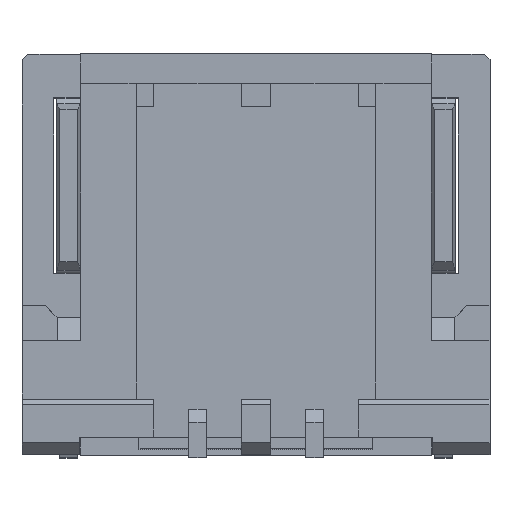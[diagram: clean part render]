
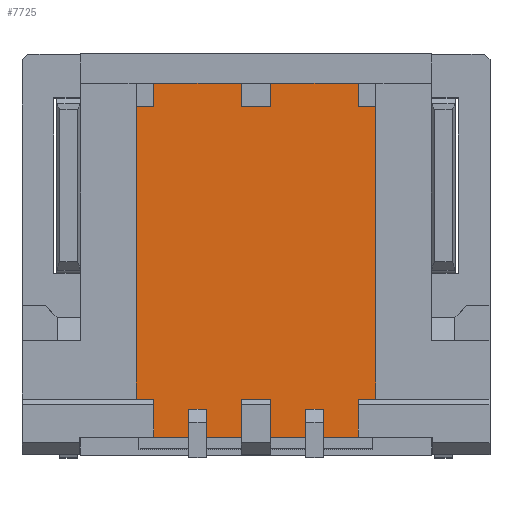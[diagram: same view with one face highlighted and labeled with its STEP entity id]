
A CAD part, top view. The second image highlights one B-rep face of the part: STEP entity #7725.
In plain terms, the highlighted planar face has unit normal (0, 0, 1).
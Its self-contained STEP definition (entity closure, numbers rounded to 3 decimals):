
#1841=DIRECTION('',(0.,-1.,0.));
#1842=VECTOR('',#1841,0.65);
#1843=CARTESIAN_POINT('',(0.25,-2.6,5.875));
#1844=LINE('',#1843,#1842);
#1849=DIRECTION('',(0.,-1.,0.));
#1850=VECTOR('',#1849,0.4);
#1851=CARTESIAN_POINT('',(0.25,2.8,5.875));
#1852=LINE('',#1851,#1850);
#1853=DIRECTION('',(0.,-1.,0.));
#1854=VECTOR('',#1853,0.65);
#1855=CARTESIAN_POINT('',(1.75,-2.6,5.875));
#1856=LINE('',#1855,#1854);
#1857=DIRECTION('',(0.,1.,0.));
#1858=VECTOR('',#1857,0.475);
#1859=CARTESIAN_POINT('',(1.15,-3.25,5.875));
#1860=LINE('',#1859,#1858);
#1861=DIRECTION('',(-1.,0.,0.));
#1862=VECTOR('',#1861,0.3);
#1863=CARTESIAN_POINT('',(1.15,-2.775,5.875));
#1864=LINE('',#1863,#1862);
#1865=DIRECTION('',(0.,1.,0.));
#1866=VECTOR('',#1865,0.475);
#1867=CARTESIAN_POINT('',(0.85,-3.25,5.875));
#1868=LINE('',#1867,#1866);
#1869=DIRECTION('',(-1.,0.,0.));
#1870=VECTOR('',#1869,0.5);
#1871=CARTESIAN_POINT('',(0.25,-2.6,5.875));
#1872=LINE('',#1871,#1870);
#1873=DIRECTION('',(0.,-1.,0.));
#1874=VECTOR('',#1873,0.65);
#1875=CARTESIAN_POINT('',(-0.25,-2.6,5.875));
#1876=LINE('',#1875,#1874);
#1877=DIRECTION('',(0.,1.,0.));
#1878=VECTOR('',#1877,0.475);
#1879=CARTESIAN_POINT('',(-0.85,-3.25,5.875));
#1880=LINE('',#1879,#1878);
#1881=DIRECTION('',(-1.,0.,0.));
#1882=VECTOR('',#1881,0.3);
#1883=CARTESIAN_POINT('',(-0.85,-2.775,5.875));
#1884=LINE('',#1883,#1882);
#1885=DIRECTION('',(0.,1.,0.));
#1886=VECTOR('',#1885,0.475);
#1887=CARTESIAN_POINT('',(-1.15,-3.25,5.875));
#1888=LINE('',#1887,#1886);
#1889=DIRECTION('',(-1.,0.,0.));
#1890=VECTOR('',#1889,0.3);
#1891=CARTESIAN_POINT('',(-1.75,-2.6,5.875));
#1892=LINE('',#1891,#1890);
#1893=DIRECTION('',(0.,1.,0.));
#1894=VECTOR('',#1893,5.);
#1895=CARTESIAN_POINT('',(-2.05,-2.6,5.875));
#1896=LINE('',#1895,#1894);
#1897=DIRECTION('',(0.,-1.,0.));
#1898=VECTOR('',#1897,0.4);
#1899=CARTESIAN_POINT('',(-0.25,2.8,5.875));
#1900=LINE('',#1899,#1898);
#1901=DIRECTION('',(0.,-1.,0.));
#1902=VECTOR('',#1901,0.4);
#1903=CARTESIAN_POINT('',(1.75,2.8,5.875));
#1904=LINE('',#1903,#1902);
#1905=DIRECTION('',(0.,1.,0.));
#1906=VECTOR('',#1905,5.);
#1907=CARTESIAN_POINT('',(2.05,-2.6,5.875));
#1908=LINE('',#1907,#1906);
#1909=DIRECTION('',(-1.,0.,0.));
#1910=VECTOR('',#1909,0.3);
#1911=CARTESIAN_POINT('',(2.05,-2.6,5.875));
#1912=LINE('',#1911,#1910);
#1921=DIRECTION('',(-1.,0.,0.));
#1922=VECTOR('',#1921,0.3);
#1923=CARTESIAN_POINT('',(2.05,2.4,5.875));
#1924=LINE('',#1923,#1922);
#1941=DIRECTION('',(-1.,0.,0.));
#1942=VECTOR('',#1941,0.5);
#1943=CARTESIAN_POINT('',(0.25,2.4,5.875));
#1944=LINE('',#1943,#1942);
#1949=DIRECTION('',(-1.,0.,0.));
#1950=VECTOR('',#1949,0.3);
#1951=CARTESIAN_POINT('',(-1.75,2.4,5.875));
#1952=LINE('',#1951,#1950);
#1997=DIRECTION('',(-1.,0.,0.));
#1998=VECTOR('',#1997,1.5);
#1999=CARTESIAN_POINT('',(-0.25,2.8,5.875));
#2000=LINE('',#1999,#1998);
#2041=DIRECTION('',(-1.,0.,0.));
#2042=VECTOR('',#2041,1.5);
#2043=CARTESIAN_POINT('',(1.75,2.8,5.875));
#2044=LINE('',#2043,#2042);
#2065=DIRECTION('',(-1.,0.,0.));
#2066=VECTOR('',#2065,0.6);
#2067=CARTESIAN_POINT('',(-1.15,-3.25,5.875));
#2068=LINE('',#2067,#2066);
#2081=DIRECTION('',(-1.,0.,0.));
#2082=VECTOR('',#2081,0.6);
#2083=CARTESIAN_POINT('',(-0.25,-3.25,5.875));
#2084=LINE('',#2083,#2082);
#2109=DIRECTION('',(-1.,0.,0.));
#2110=VECTOR('',#2109,0.6);
#2111=CARTESIAN_POINT('',(0.85,-3.25,5.875));
#2112=LINE('',#2111,#2110);
#2125=DIRECTION('',(-1.,0.,0.));
#2126=VECTOR('',#2125,0.6);
#2127=CARTESIAN_POINT('',(1.75,-3.25,5.875));
#2128=LINE('',#2127,#2126);
#2409=DIRECTION('',(0.,-1.,0.));
#2410=VECTOR('',#2409,0.4);
#2411=CARTESIAN_POINT('',(-1.75,2.8,5.875));
#2412=LINE('',#2411,#2410);
#2421=DIRECTION('',(0.,-1.,0.));
#2422=VECTOR('',#2421,0.65);
#2423=CARTESIAN_POINT('',(-1.75,-2.6,5.875));
#2424=LINE('',#2423,#2422);
#4709=CARTESIAN_POINT('',(-0.85,-3.25,5.875));
#4711=VERTEX_POINT('',#4709);
#4713=CARTESIAN_POINT('',(-1.15,-3.25,5.875));
#4715=VERTEX_POINT('',#4713);
#4717=CARTESIAN_POINT('',(-2.05,-2.6,5.875));
#4718=CARTESIAN_POINT('',(-2.05,2.4,5.875));
#4719=VERTEX_POINT('',#4717);
#4720=VERTEX_POINT('',#4718);
#4745=CARTESIAN_POINT('',(2.05,-2.6,5.875));
#4746=CARTESIAN_POINT('',(2.05,2.4,5.875));
#4747=VERTEX_POINT('',#4745);
#4748=VERTEX_POINT('',#4746);
#4761=CARTESIAN_POINT('',(1.75,-2.6,5.875));
#4762=VERTEX_POINT('',#4761);
#4763=CARTESIAN_POINT('',(1.75,2.4,5.875));
#4764=VERTEX_POINT('',#4763);
#4773=CARTESIAN_POINT('',(0.25,-2.6,5.875));
#4774=VERTEX_POINT('',#4773);
#4775=CARTESIAN_POINT('',(0.25,2.4,5.875));
#4777=VERTEX_POINT('',#4775);
#4781=CARTESIAN_POINT('',(1.75,2.8,5.875));
#4782=VERTEX_POINT('',#4781);
#4783=CARTESIAN_POINT('',(0.25,2.8,5.875));
#4784=VERTEX_POINT('',#4783);
#4785=CARTESIAN_POINT('',(0.25,-3.25,5.875));
#4786=VERTEX_POINT('',#4785);
#4957=CARTESIAN_POINT('',(1.15,-3.25,5.875));
#4959=VERTEX_POINT('',#4957);
#4961=CARTESIAN_POINT('',(0.85,-3.25,5.875));
#4963=VERTEX_POINT('',#4961);
#4965=CARTESIAN_POINT('',(1.15,-2.775,5.875));
#4966=VERTEX_POINT('',#4965);
#4967=CARTESIAN_POINT('',(0.85,-2.775,5.875));
#4968=VERTEX_POINT('',#4967);
#4977=CARTESIAN_POINT('',(-0.25,-2.6,5.875));
#4978=VERTEX_POINT('',#4977);
#4979=CARTESIAN_POINT('',(-1.75,-2.6,5.875));
#4980=VERTEX_POINT('',#4979);
#4981=CARTESIAN_POINT('',(-0.25,2.4,5.875));
#4983=VERTEX_POINT('',#4981);
#4985=CARTESIAN_POINT('',(-1.75,2.4,5.875));
#4987=VERTEX_POINT('',#4985);
#4993=CARTESIAN_POINT('',(-0.25,2.8,5.875));
#4994=VERTEX_POINT('',#4993);
#4995=CARTESIAN_POINT('',(-1.75,2.8,5.875));
#4996=VERTEX_POINT('',#4995);
#4997=CARTESIAN_POINT('',(-0.25,-3.25,5.875));
#4998=VERTEX_POINT('',#4997);
#5253=CARTESIAN_POINT('',(1.75,-3.25,5.875));
#5254=VERTEX_POINT('',#5253);
#5255=CARTESIAN_POINT('',(-0.85,-2.775,5.875));
#5256=VERTEX_POINT('',#5255);
#5257=CARTESIAN_POINT('',(-1.15,-2.775,5.875));
#5258=VERTEX_POINT('',#5257);
#5259=CARTESIAN_POINT('',(-1.75,-3.25,5.875));
#5260=VERTEX_POINT('',#5259);
#7664=CARTESIAN_POINT('',(4.,-2.6,5.875));
#7665=DIRECTION('',(0.,0.,1.));
#7666=DIRECTION('',(0.,1.,0.));
#7667=AXIS2_PLACEMENT_3D('',#7664,#7665,#7666);
#7668=PLANE('',#7667);
#7670=ORIENTED_EDGE('',*,*,#7669,.T.);
#7672=ORIENTED_EDGE('',*,*,#7671,.T.);
#7674=ORIENTED_EDGE('',*,*,#7673,.T.);
#7676=ORIENTED_EDGE('',*,*,#7675,.T.);
#7678=ORIENTED_EDGE('',*,*,#7677,.F.);
#7680=ORIENTED_EDGE('',*,*,#7679,.T.);
#7681=ORIENTED_EDGE('',*,*,#7628,.F.);
#7683=ORIENTED_EDGE('',*,*,#7682,.T.);
#7685=ORIENTED_EDGE('',*,*,#7684,.T.);
#7687=ORIENTED_EDGE('',*,*,#7686,.T.);
#7689=ORIENTED_EDGE('',*,*,#7688,.T.);
#7691=ORIENTED_EDGE('',*,*,#7690,.T.);
#7693=ORIENTED_EDGE('',*,*,#7692,.F.);
#7695=ORIENTED_EDGE('',*,*,#7694,.T.);
#7697=ORIENTED_EDGE('',*,*,#7696,.F.);
#7699=ORIENTED_EDGE('',*,*,#7698,.T.);
#7701=ORIENTED_EDGE('',*,*,#7700,.T.);
#7703=ORIENTED_EDGE('',*,*,#7702,.F.);
#7705=ORIENTED_EDGE('',*,*,#7704,.F.);
#7707=ORIENTED_EDGE('',*,*,#7706,.F.);
#7709=ORIENTED_EDGE('',*,*,#7708,.T.);
#7711=ORIENTED_EDGE('',*,*,#7710,.F.);
#7712=ORIENTED_EDGE('',*,*,#7659,.F.);
#7714=ORIENTED_EDGE('',*,*,#7713,.F.);
#7716=ORIENTED_EDGE('',*,*,#7715,.T.);
#7718=ORIENTED_EDGE('',*,*,#7717,.F.);
#7720=ORIENTED_EDGE('',*,*,#7719,.F.);
#7722=ORIENTED_EDGE('',*,*,#7721,.T.);
#7723=EDGE_LOOP('',(#7670,#7672,#7674,#7676,#7678,#7680,#7681,#7683,#7685,#7687,
#7689,#7691,#7693,#7695,#7697,#7699,#7701,#7703,#7705,#7707,#7709,#7711,#7712,
#7714,#7716,#7718,#7720,#7722));
#7724=FACE_OUTER_BOUND('',#7723,.F.);
#7725=ADVANCED_FACE('',(#7724),#7668,.T.);
#7628=EDGE_CURVE('',#4774,#4786,#1844,.T.);
#7659=EDGE_CURVE('',#4784,#4777,#1852,.T.);
#7669=EDGE_CURVE('',#4762,#5254,#1856,.T.);
#7671=EDGE_CURVE('',#5254,#4959,#2128,.T.);
#7673=EDGE_CURVE('',#4959,#4966,#1860,.T.);
#7675=EDGE_CURVE('',#4966,#4968,#1864,.T.);
#7677=EDGE_CURVE('',#4963,#4968,#1868,.T.);
#7679=EDGE_CURVE('',#4963,#4786,#2112,.T.);
#7682=EDGE_CURVE('',#4774,#4978,#1872,.T.);
#7684=EDGE_CURVE('',#4978,#4998,#1876,.T.);
#7686=EDGE_CURVE('',#4998,#4711,#2084,.T.);
#7688=EDGE_CURVE('',#4711,#5256,#1880,.T.);
#7690=EDGE_CURVE('',#5256,#5258,#1884,.T.);
#7692=EDGE_CURVE('',#4715,#5258,#1888,.T.);
#7694=EDGE_CURVE('',#4715,#5260,#2068,.T.);
#7696=EDGE_CURVE('',#4980,#5260,#2424,.T.);
#7698=EDGE_CURVE('',#4980,#4719,#1892,.T.);
#7700=EDGE_CURVE('',#4719,#4720,#1896,.T.);
#7702=EDGE_CURVE('',#4987,#4720,#1952,.T.);
#7704=EDGE_CURVE('',#4996,#4987,#2412,.T.);
#7706=EDGE_CURVE('',#4994,#4996,#2000,.T.);
#7708=EDGE_CURVE('',#4994,#4983,#1900,.T.);
#7710=EDGE_CURVE('',#4777,#4983,#1944,.T.);
#7713=EDGE_CURVE('',#4782,#4784,#2044,.T.);
#7715=EDGE_CURVE('',#4782,#4764,#1904,.T.);
#7717=EDGE_CURVE('',#4748,#4764,#1924,.T.);
#7719=EDGE_CURVE('',#4747,#4748,#1908,.T.);
#7721=EDGE_CURVE('',#4747,#4762,#1912,.T.);
